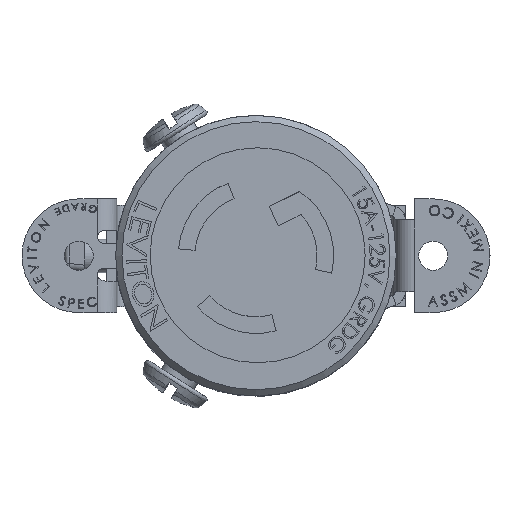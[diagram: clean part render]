
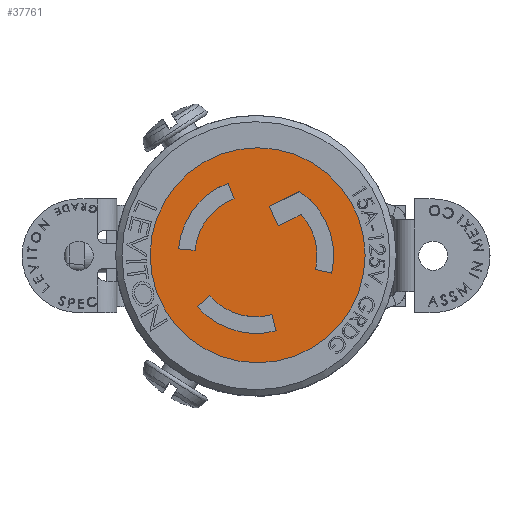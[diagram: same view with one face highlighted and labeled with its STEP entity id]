
A CAD part, top view. The second image highlights one B-rep face of the part: STEP entity #37761.
In plain terms, the highlighted planar face has unit normal (0, 0, 1).
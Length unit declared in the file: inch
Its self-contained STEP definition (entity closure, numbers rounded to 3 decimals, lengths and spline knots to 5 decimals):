
#114 = EDGE_CURVE ( 'NONE', #59502, #15669, #56119, .T. ) ;
#177 = CARTESIAN_POINT ( 'NONE',  ( -3.26579, -0.08313, 2.38401 ) ) ;
#246 = CARTESIAN_POINT ( 'NONE',  ( -3.26579, -0.08313, 2.38401 ) ) ;
#436 = DIRECTION ( 'NONE',  ( 1., 0., 0. ) ) ;
#621 = LINE ( 'NONE', #57634, #13065 ) ;
#1029 = ORIENTED_EDGE ( 'NONE', *, *, #58012, .T. ) ;
#1297 = EDGE_CURVE ( 'NONE', #48418, #18448, #17609, .T. ) ;
#1370 = EDGE_CURVE ( 'NONE', #15669, #52323, #15865, .T. ) ;
#1524 = CARTESIAN_POINT ( 'NONE',  ( -3.16641, -0.45405, 2.38401 ) ) ;
#1828 = FACE_BOUND ( 'NONE', #32250, .T. ) ;
#3023 = CARTESIAN_POINT ( 'NONE',  ( -3.56665, -0.05681, 2.38401 ) ) ;
#3087 = DIRECTION ( 'NONE',  ( 0.259, -0.966, 0. ) ) ;
#3246 = ORIENTED_EDGE ( 'NONE', *, *, #17824, .T. ) ;
#3687 = CARTESIAN_POINT ( 'NONE',  ( -3.25763, -0.0811, 2.38401 ) ) ;
#3859 = CARTESIAN_POINT ( 'NONE',  ( -3.26579, -0.08313, 2.38401 ) ) ;
#4903 = DIRECTION ( 'NONE',  ( 0., 0., -1. ) ) ;
#5110 = DIRECTION ( 'NONE',  ( 0., 0., -1. ) ) ;
#5141 = EDGE_CURVE ( 'NONE', #52323, #36101, #14483, .T. ) ;
#6495 = CARTESIAN_POINT ( 'NONE',  ( -3.20097, 0.15988, 2.38401 ) ) ;
#8342 = ORIENTED_EDGE ( 'NONE', *, *, #13326, .F. ) ;
#8714 = VERTEX_POINT ( 'NONE', #21710 ) ;
#10074 = CARTESIAN_POINT ( 'NONE',  ( -3.26579, -0.08313, 2.38401 ) ) ;
#10595 = CARTESIAN_POINT ( 'NONE',  ( -2.72663, -0.0811, 2.38401 ) ) ;
#11519 = ORIENTED_EDGE ( 'NONE', *, *, #48055, .T. ) ;
#12070 = DIRECTION ( 'NONE',  ( 0., 0., 1. ) ) ;
#13065 = VECTOR ( 'NONE', #19507, 39.37008 ) ;
#13326 = EDGE_CURVE ( 'NONE', #19179, #46960, #60108, .T. ) ;
#13609 = CARTESIAN_POINT ( 'NONE',  ( -3.5556, -0.33506, 2.38401 ) ) ;
#13684 = CARTESIAN_POINT ( 'NONE',  ( -3.56665, -0.05681, 2.38401 ) ) ;
#13889 = DIRECTION ( 'NONE',  ( 0.358, -0.934, 0. ) ) ;
#14483 = LINE ( 'NONE', #37400, #32757 ) ;
#15464 = VERTEX_POINT ( 'NONE', #31494 ) ;
#15669 = VERTEX_POINT ( 'NONE', #34522 ) ;
#15865 = CIRCLE ( 'NONE', #26750, 0.384 ) ;
#16915 = AXIS2_PLACEMENT_3D ( 'NONE', #3687, #54564, #50514 ) ;
#17609 = LINE ( 'NONE', #55446, #32717 ) ;
#17627 = DIRECTION ( 'NONE',  ( 0.899, 0.438, 0. ) ) ;
#17824 = EDGE_CURVE ( 'NONE', #15464, #23527, #36020, .T. ) ;
#18448 = VERTEX_POINT ( 'NONE', #1524 ) ;
#19179 = VERTEX_POINT ( 'NONE', #58868 ) ;
#19507 = DIRECTION ( 'NONE',  ( 0.438, -0.899, 0. ) ) ;
#20246 = DIRECTION ( 'NONE',  ( 1., 0., 0. ) ) ;
#20850 = DIRECTION ( 'NONE',  ( 0., 0., 1. ) ) ;
#21437 = VECTOR ( 'NONE', #42458, 39.37008 ) ;
#21452 = ORIENTED_EDGE ( 'NONE', *, *, #35269, .F. ) ;
#21654 = AXIS2_PLACEMENT_3D ( 'NONE', #41156, #12070, #22542 ) ;
#21710 = CARTESIAN_POINT ( 'NONE',  ( -3.20097, 0.15988, 2.38401 ) ) ;
#21749 = CARTESIAN_POINT ( 'NONE',  ( -2.89164, -0.16951, 2.38401 ) ) ;
#21755 = AXIS2_PLACEMENT_3D ( 'NONE', #177, #28381, #47262 ) ;
#22160 = ORIENTED_EDGE ( 'NONE', *, *, #44753, .T. ) ;
#22542 = DIRECTION ( 'NONE',  ( 1., 0., 0. ) ) ;
#23162 = CARTESIAN_POINT ( 'NONE',  ( -3.5556, -0.33506, 2.38401 ) ) ;
#23527 = VERTEX_POINT ( 'NONE', #42577 ) ;
#23627 = ORIENTED_EDGE ( 'NONE', *, *, #57755, .F. ) ;
#24762 = PLANE ( 'NONE',  #21654 ) ;
#26178 = EDGE_LOOP ( 'NONE', ( #22160, #8342, #21452, #23627, #32564, #3246 ) ) ;
#26750 = AXIS2_PLACEMENT_3D ( 'NONE', #246, #4903, #28787 ) ;
#27743 = AXIS2_PLACEMENT_3D ( 'NONE', #10074, #33956, #34269 ) ;
#28381 = DIRECTION ( 'NONE',  ( 0., 0., -1. ) ) ;
#28470 = VERTEX_POINT ( 'NONE', #33870 ) ;
#28690 = EDGE_LOOP ( 'NONE', ( #56216 ) ) ;
#28787 = DIRECTION ( 'NONE',  ( 1., 0., 0. ) ) ;
#28924 = ORIENTED_EDGE ( 'NONE', *, *, #5141, .T. ) ;
#30065 = DIRECTION ( 'NONE',  ( -0.899, -0.438, 0. ) ) ;
#30372 = FACE_BOUND ( 'NONE', #26178, .T. ) ;
#31494 = CARTESIAN_POINT ( 'NONE',  ( -2.89164, -0.16951, 2.38401 ) ) ;
#32250 = EDGE_LOOP ( 'NONE', ( #56713, #50122, #41983, #28924 ) ) ;
#32564 = ORIENTED_EDGE ( 'NONE', *, *, #47936, .T. ) ;
#32717 = VECTOR ( 'NONE', #3087, 39.37008 ) ;
#32757 = VECTOR ( 'NONE', #13889, 39.37008 ) ;
#33870 = CARTESIAN_POINT ( 'NONE',  ( -3.49372, -0.28126, 2.38401 ) ) ;
#33956 = DIRECTION ( 'NONE',  ( 0., 0., 1. ) ) ;
#34100 = FACE_OUTER_BOUND ( 'NONE', #28690, .T. ) ;
#34239 = AXIS2_PLACEMENT_3D ( 'NONE', #37916, #5110, #436 ) ;
#34269 = DIRECTION ( 'NONE',  ( 1., 0., 0. ) ) ;
#34522 = CARTESIAN_POINT ( 'NONE',  ( -3.64833, -0.04966, 2.38401 ) ) ;
#35033 = VERTEX_POINT ( 'NONE', #10595 ) ;
#35269 = EDGE_CURVE ( 'NONE', #8714, #19179, #621, .T. ) ;
#35480 = DIRECTION ( 'NONE',  ( 1., 0., 0. ) ) ;
#35507 = EDGE_LOOP ( 'NONE', ( #11519, #51626, #36940, #1029 ) ) ;
#36020 = LINE ( 'NONE', #21749, #47459 ) ;
#36101 = VERTEX_POINT ( 'NONE', #52118 ) ;
#36390 = DIRECTION ( 'NONE',  ( 0., 0., 1. ) ) ;
#36501 = CIRCLE ( 'NONE', #61265, 0.302 ) ;
#36940 = ORIENTED_EDGE ( 'NONE', *, *, #40829, .T. ) ;
#37400 = CARTESIAN_POINT ( 'NONE',  ( -3.40341, 0.27536, 2.38401 ) ) ;
#37761 = ADVANCED_FACE ( 'NONE', ( #30372, #1828, #48951, #34100 ), #24762, .T. ) ;
#37916 = CARTESIAN_POINT ( 'NONE',  ( -3.26579, -0.08313, 2.38401 ) ) ;
#40829 = EDGE_CURVE ( 'NONE', #18448, #57927, #58994, .T. ) ;
#41156 = CARTESIAN_POINT ( 'NONE',  ( -3.16763, -0.0411, 2.38401 ) ) ;
#41983 = ORIENTED_EDGE ( 'NONE', *, *, #1370, .T. ) ;
#42163 = VECTOR ( 'NONE', #30065, 39.37008 ) ;
#42458 = DIRECTION ( 'NONE',  ( -0.996, 0.087, 0. ) ) ;
#42577 = CARTESIAN_POINT ( 'NONE',  ( -2.97153, -0.15107, 2.38401 ) ) ;
#44753 = EDGE_CURVE ( 'NONE', #23527, #46960, #36501, .T. ) ;
#44858 = CARTESIAN_POINT ( 'NONE',  ( -3.04259, 0.1203, 2.38401 ) ) ;
#45905 = EDGE_CURVE ( 'NONE', #35033, #35033, #59488, .T. ) ;
#46404 = DIRECTION ( 'NONE',  ( 0.755, 0.656, 0. ) ) ;
#46439 = CARTESIAN_POINT ( 'NONE',  ( -3.15494, 0.06551, 2.38401 ) ) ;
#46960 = VERTEX_POINT ( 'NONE', #44858 ) ;
#47262 = DIRECTION ( 'NONE',  ( 1., 0., 0. ) ) ;
#47459 = VECTOR ( 'NONE', #54021, 39.37008 ) ;
#47922 = VERTEX_POINT ( 'NONE', #51955 ) ;
#47936 = EDGE_CURVE ( 'NONE', #47922, #15464, #49472, .T. ) ;
#48055 = EDGE_CURVE ( 'NONE', #28470, #48418, #52506, .T. ) ;
#48418 = VERTEX_POINT ( 'NONE', #53705 ) ;
#48951 = FACE_BOUND ( 'NONE', #35507, .T. ) ;
#49088 = AXIS2_PLACEMENT_3D ( 'NONE', #3859, #36390, #35480 ) ;
#49409 = CARTESIAN_POINT ( 'NONE',  ( -3.26579, -0.08313, 2.38401 ) ) ;
#49472 = CIRCLE ( 'NONE', #21755, 0.384 ) ;
#50122 = ORIENTED_EDGE ( 'NONE', *, *, #114, .T. ) ;
#50339 = CARTESIAN_POINT ( 'NONE',  ( -3.40341, 0.27536, 2.38401 ) ) ;
#50514 = DIRECTION ( 'NONE',  ( 1., 0., 0. ) ) ;
#51626 = ORIENTED_EDGE ( 'NONE', *, *, #1297, .T. ) ;
#51955 = CARTESIAN_POINT ( 'NONE',  ( -3.04916, 0.23392, 2.38401 ) ) ;
#52118 = CARTESIAN_POINT ( 'NONE',  ( -3.37402, 0.19881, 2.38401 ) ) ;
#52323 = VERTEX_POINT ( 'NONE', #50339 ) ;
#52506 = CIRCLE ( 'NONE', #27743, 0.302 ) ;
#53428 = EDGE_CURVE ( 'NONE', #36101, #59502, #58995, .T. ) ;
#53705 = CARTESIAN_POINT ( 'NONE',  ( -3.18763, -0.37484, 2.38401 ) ) ;
#54021 = DIRECTION ( 'NONE',  ( -0.974, 0.225, 0. ) ) ;
#54086 = VECTOR ( 'NONE', #46404, 39.37008 ) ;
#54564 = DIRECTION ( 'NONE',  ( 0., 0., -1. ) ) ;
#55446 = CARTESIAN_POINT ( 'NONE',  ( -3.18763, -0.37484, 2.38401 ) ) ;
#55613 = VECTOR ( 'NONE', #17627, 39.37008 ) ;
#56119 = LINE ( 'NONE', #13684, #21437 ) ;
#56216 = ORIENTED_EDGE ( 'NONE', *, *, #45905, .F. ) ;
#56352 = LINE ( 'NONE', #23162, #54086 ) ;
#56713 = ORIENTED_EDGE ( 'NONE', *, *, #53428, .T. ) ;
#57634 = CARTESIAN_POINT ( 'NONE',  ( -3.15494, 0.06551, 2.38401 ) ) ;
#57755 = EDGE_CURVE ( 'NONE', #47922, #8714, #59776, .T. ) ;
#57927 = VERTEX_POINT ( 'NONE', #13609 ) ;
#58012 = EDGE_CURVE ( 'NONE', #57927, #28470, #56352, .T. ) ;
#58868 = CARTESIAN_POINT ( 'NONE',  ( -3.15494, 0.06551, 2.38401 ) ) ;
#58994 = CIRCLE ( 'NONE', #34239, 0.384 ) ;
#58995 = CIRCLE ( 'NONE', #49088, 0.302 ) ;
#59488 = CIRCLE ( 'NONE', #16915, 0.531 ) ;
#59502 = VERTEX_POINT ( 'NONE', #3023 ) ;
#59776 = LINE ( 'NONE', #6495, #42163 ) ;
#60108 = LINE ( 'NONE', #46439, #55613 ) ;
#61265 = AXIS2_PLACEMENT_3D ( 'NONE', #49409, #20850, #20246 ) ;
